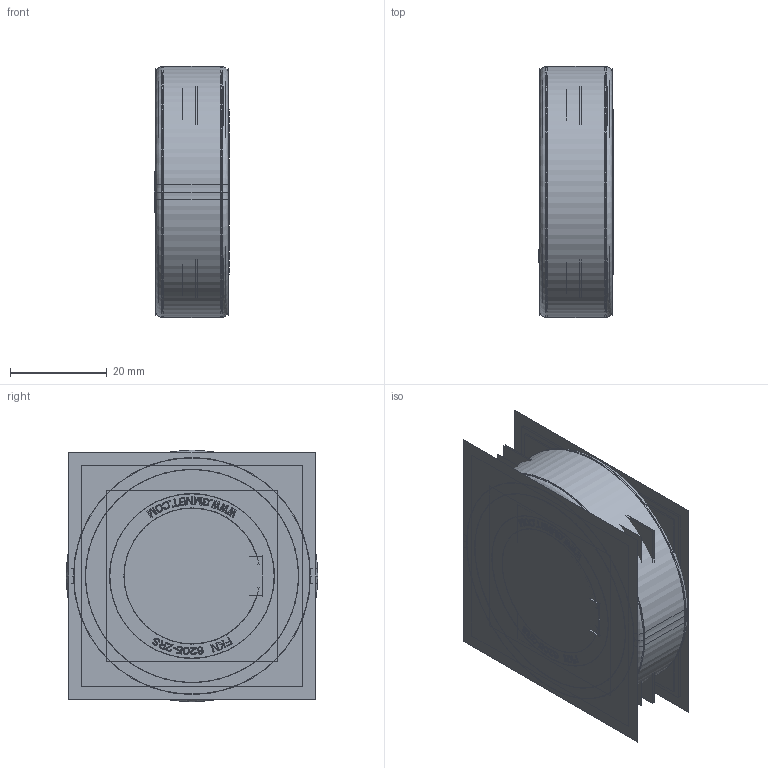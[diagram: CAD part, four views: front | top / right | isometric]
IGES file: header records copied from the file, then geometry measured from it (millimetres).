
Start section:  PTC IGES file: fkn6205-2rs.igs
Global section: file name: fkn6205-2rs.igs; native system: Creo Parametric by Parametric Technology Corporation; preprocessor: 2013150; author: sales 4; organization: Unknown; date: 20140325.121548; units: millimetre
Bounding box: 15.6 x 52 x 52 mm (x, y, z)
Volume: 20973.8 mm3; surface area: 168410.6 mm2
Topology: 38 solids, 38 shells, 3976 faces, 20794 edges, 25986 vertices
Faces by surface type: bspline 2446, revolution 1530
